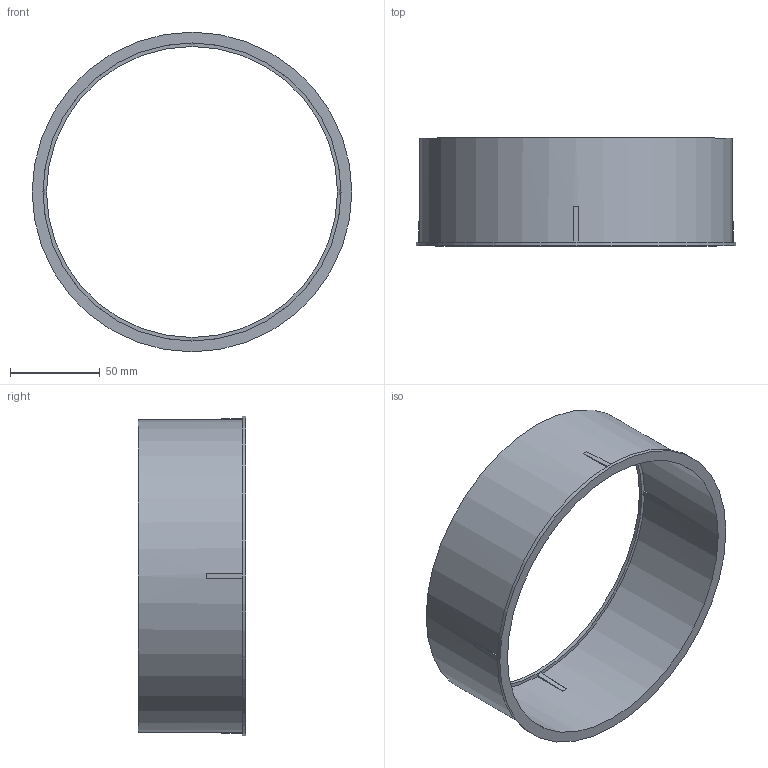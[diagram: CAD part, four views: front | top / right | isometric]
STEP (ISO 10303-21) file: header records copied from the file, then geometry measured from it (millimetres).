
FILE_DESCRIPTION(/* description */ (''),/* implementation_level */ '2;1');
FILE_NAME(/* name */ 'C .Replace - 07 v0.2.stp',/* time_stamp */ '2025-05-02T11:15:29-04:00',/* author */ ('mayhe'),/* organization */ (''),/* preprocessor_version */ 'ST-DEVELOPER v20',/* originating_system */ 'Autodesk Inventor 2025',/* authorisation */ '');
FILE_SCHEMA (('AUTOMOTIVE_DESIGN { 1 0 10303 214 3 1 1 }'));
Length unit declared in the file: millimetre
Products named in the file (1): Cylinder Replacement- 07
Bounding box: 178 x 60 x 178 mm (x, y, z)
Volume: 132689.2 mm3; surface area: 72771.6 mm2
Topology: 1 solids, 1 shells, 48 faces, 127 edges, 83 vertices
Faces by surface type: plane 44, cylinder 4
Full cylindrical faces by diameter (mm): 162 x1, 166 x1, 174 x1, 178 x1
Entity records: 1533 total; most frequent: DIRECTION 260, CARTESIAN_POINT 259, ORIENTED_EDGE 254, EDGE_CURVE 127, LINE 92, VECTOR 92, AXIS2_PLACEMENT_3D 84, VERTEX_POINT 83
